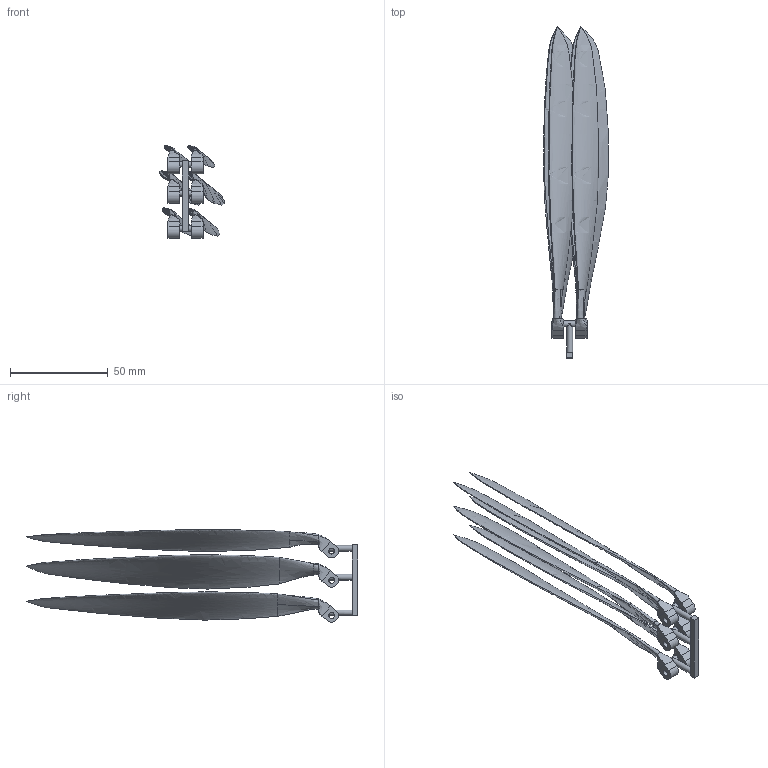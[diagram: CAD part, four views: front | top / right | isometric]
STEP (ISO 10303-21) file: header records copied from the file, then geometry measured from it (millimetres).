
FILE_DESCRIPTION(/* description */ ('Alibre Inc.'),/* implementation_level */ '2;1');
FILE_NAME(/* name */ 'export0',/* time_stamp */ '2018-11-04T20:00:31+01:00',/* author */ (''),/* organization */ (''),/* preprocessor_version */ 'ST-DEVELOPER v17',/* originating_system */ 'Alibre',/* authorisation */ '');
FILE_SCHEMA (('CONFIG_CONTROL_DESIGN'));
Length unit declared in the file: centimetre
Products named in the file (1): ID_1
Bounding box: 33.16 x 170 x 47.49 mm (x, y, z)
Volume: 24321.8 mm3; surface area: 33636.7 mm2
Topology: 1 solids, 1 shells, 123 faces, 351 edges, 217 vertices
Faces by surface type: bspline 70, plane 34, cylinder 19
Full cylindrical faces by diameter (mm): 3 x12
Entity records: 23040 total; most frequent: CARTESIAN_POINT 20455, ORIENTED_EDGE 626, EDGE_CURVE 313, DIRECTION 297, VERTEX_POINT 211, EDGE_LOOP 154, FACE_BOUND 154, B_SPLINE_CURVE_WITH_KNOTS 138
